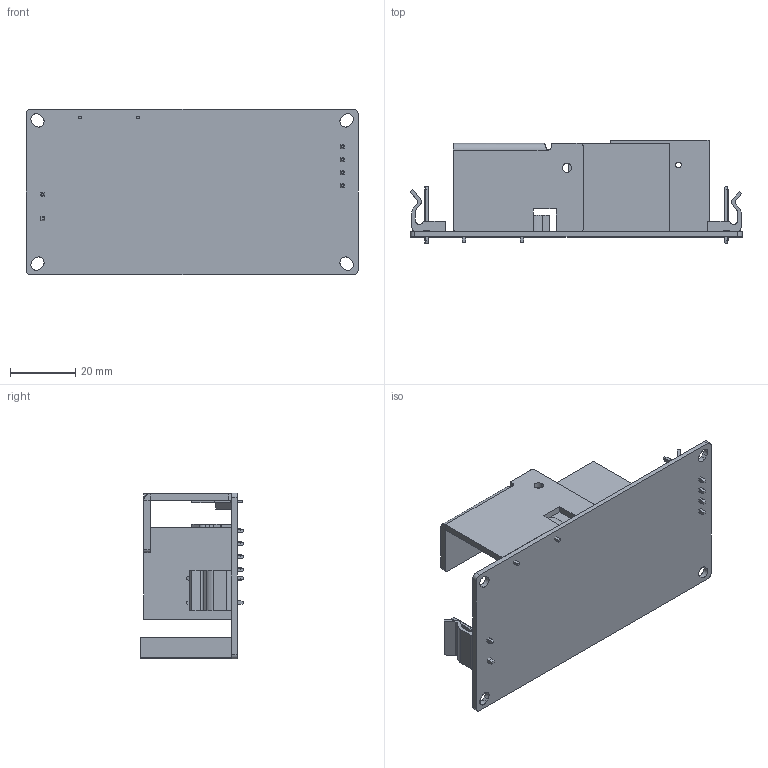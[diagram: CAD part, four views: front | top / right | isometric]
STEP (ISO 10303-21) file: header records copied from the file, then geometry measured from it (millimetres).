
FILE_DESCRIPTION((''),'2;1');
FILE_NAME('MPM-S103_5_6_ASM','2017-08-09T',('Abe'),(''),'PRO/ENGINEER BY PARAMETRIC TECHNOLOGY CORPORATION, 2011080','PRO/ENGINEER BY PARAMETRIC TECHNOLOGY CORPORATION, 2011080','');
FILE_SCHEMA(('CONFIG_CONTROL_DESIGN'));
Length unit declared in the file: millimetre
Products named in the file (9): 850-M10X; 710-8089-02; 710-8673-04; 800-M103-P; HEAT_SINK_PIN; 800-M103-P_ASM; 800-3028-B; 360-M103_5_6; MPM-S103_5_6_ASM
Assembly tree (9 placements, depth 3):
  MPM-S103_5_6_ASM
    850-M10X
    710-8089-02
    710-8673-04
    800-M103-P_ASM
      800-M103-P
      HEAT_SINK_PIN  x2
    800-3028-B
    360-M103_5_6
Bounding box: 101.61 x 31.6 x 50.8 mm (x, y, z)
Volume: 38395.2 mm3; surface area: 25483.9 mm2
Topology: 8 solids, 8 shells, 694 faces, 1937 edges, 1285 vertices
Faces by surface type: plane 595, cylinder 96, cone 2, bspline 1
Entity records: 21966 total; most frequent: CARTESIAN_POINT 4333, ORIENTED_EDGE 3778, DIRECTION 3352, EDGE_CURVE 1889, VECTOR 1654, LINE 1654, VERTEX_POINT 1253, AXIS2_PLACEMENT_3D 849
